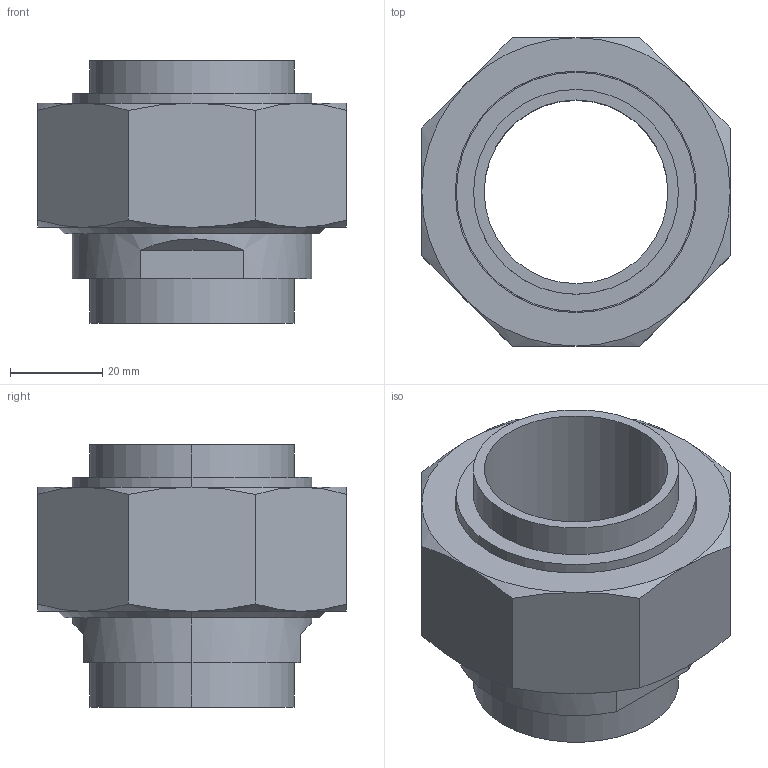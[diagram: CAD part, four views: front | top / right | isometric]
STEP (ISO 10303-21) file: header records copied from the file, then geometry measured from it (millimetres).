
FILE_DESCRIPTION (( 'STEP AP203' ), '1' );
FILE_NAME ('11-7131-11_outokumpu.step', '2015-08-07T11:10:52', ( '' ), ( '' ), 'SwSTEP 2.0', 'SolidWorks 2008', '' );
FILE_SCHEMA (( 'CONFIG_CONTROL_DESIGN' ));
Length unit declared in the file: millimetre
Products named in the file (4): 11-7131-11_outokumpu; nipple-13-444-065_outokumpu_nipple-13-444-065_outokumpu; nut-13-222-050_outokumpu_nut-13-222-050_outokumpu; case-13-555-245_outokumpu_case-13-555-245_outokumpu
Assembly tree (3 placements, depth 2):
  11-7131-11_outokumpu
    nipple-13-444-065_outokumpu_nipple-13-444-065_outokumpu
    case-13-555-245_outokumpu_case-13-555-245_outokumpu
    nut-13-222-050_outokumpu_nut-13-222-050_outokumpu
Bounding box: 67 x 67 x 57 mm (x, y, z)
Volume: 78298.4 mm3; surface area: 37211.9 mm2
Topology: 3 solids, 3 shells, 69 faces, 148 edges, 92 vertices
Faces by surface type: plane 25, cone 24, cylinder 20
Entity records: 2442 total; most frequent: CARTESIAN_POINT 529, DIRECTION 334, ORIENTED_EDGE 296, EDGE_CURVE 148, AXIS2_PLACEMENT_3D 145, VERTEX_POINT 92, EDGE_LOOP 82, CIRCLE 70
